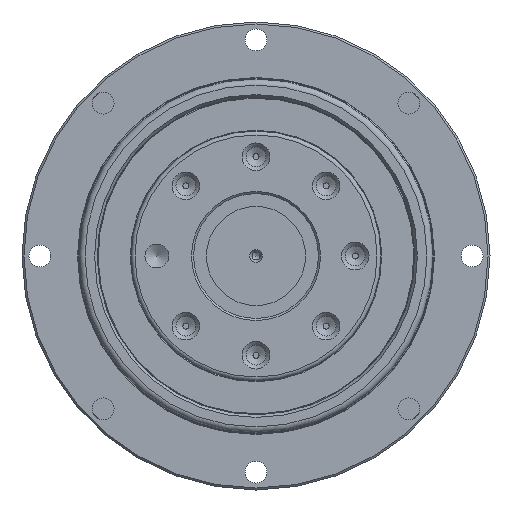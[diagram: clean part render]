
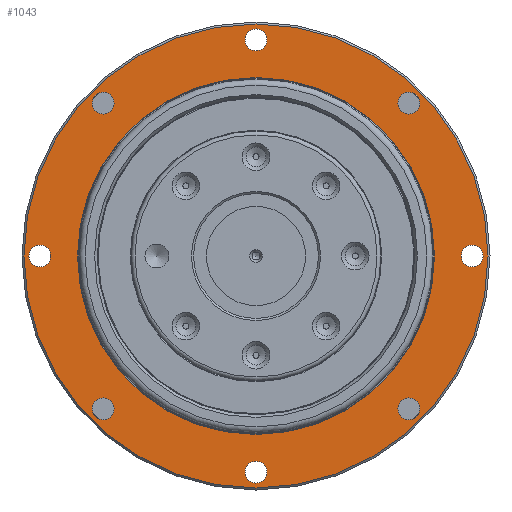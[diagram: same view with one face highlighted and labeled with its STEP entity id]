
A CAD part, left-side view. The second image highlights one B-rep face of the part: STEP entity #1043.
In plain terms, the highlighted planar face has unit normal (-1, 0, 0).
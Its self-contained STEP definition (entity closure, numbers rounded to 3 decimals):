
#185=CARTESIAN_POINT('',(-33.5,58.5,0.0));
#186=VERTEX_POINT('',#185);
#187=CARTESIAN_POINT('',(-33.5,0.,0.0));
#188=DIRECTION('',(-1.0,0.0,0.0));
#189=DIRECTION('',(0.0,-1.0,0.0));
#190=AXIS2_PLACEMENT_3D('',#187,#188,#189);
#191=CIRCLE('',#190,58.5);
#192=EDGE_CURVE('',#186,#186,#191,.T.);
#269=CARTESIAN_POINT('',(-33.5,41.287,-38.537));
#270=VERTEX_POINT('',#269);
#271=CARTESIAN_POINT('',(-33.5,38.537,-38.537));
#272=DIRECTION('',(-1.0,0.0,0.0));
#273=DIRECTION('',(0.0,-1.0,0.0));
#274=AXIS2_PLACEMENT_3D('',#271,#272,#273);
#275=CIRCLE('',#274,2.75);
#276=EDGE_CURVE('',#270,#270,#275,.T.);
#297=CARTESIAN_POINT('',(-33.5,2.75,-54.5));
#298=VERTEX_POINT('',#297);
#299=CARTESIAN_POINT('',(-33.5,0.,-54.5));
#300=DIRECTION('',(-1.0,0.0,0.0));
#301=DIRECTION('',(0.0,-1.0,0.0));
#302=AXIS2_PLACEMENT_3D('',#299,#300,#301);
#303=CIRCLE('',#302,2.75);
#304=EDGE_CURVE('',#298,#298,#303,.T.);
#325=CARTESIAN_POINT('',(-33.5,-35.787,-38.537));
#326=VERTEX_POINT('',#325);
#327=CARTESIAN_POINT('',(-33.5,-38.537,-38.537));
#328=DIRECTION('',(-1.0,0.0,0.0));
#329=DIRECTION('',(0.0,-1.0,0.0));
#330=AXIS2_PLACEMENT_3D('',#327,#328,#329);
#331=CIRCLE('',#330,2.75);
#332=EDGE_CURVE('',#326,#326,#331,.T.);
#353=CARTESIAN_POINT('',(-33.5,-51.75,0.0));
#354=VERTEX_POINT('',#353);
#355=CARTESIAN_POINT('',(-33.5,-54.5,0.0));
#356=DIRECTION('',(-1.0,0.0,0.0));
#357=DIRECTION('',(0.0,-1.0,0.0));
#358=AXIS2_PLACEMENT_3D('',#355,#356,#357);
#359=CIRCLE('',#358,2.75);
#360=EDGE_CURVE('',#354,#354,#359,.T.);
#381=CARTESIAN_POINT('',(-33.5,-35.787,38.537));
#382=VERTEX_POINT('',#381);
#383=CARTESIAN_POINT('',(-33.5,-38.537,38.537));
#384=DIRECTION('',(-1.0,0.0,0.0));
#385=DIRECTION('',(0.0,-1.0,0.0));
#386=AXIS2_PLACEMENT_3D('',#383,#384,#385);
#387=CIRCLE('',#386,2.75);
#388=EDGE_CURVE('',#382,#382,#387,.T.);
#409=CARTESIAN_POINT('',(-33.5,2.75,54.5));
#410=VERTEX_POINT('',#409);
#411=CARTESIAN_POINT('',(-33.5,0.,54.5));
#412=DIRECTION('',(-1.0,0.0,0.0));
#413=DIRECTION('',(0.0,-1.0,0.0));
#414=AXIS2_PLACEMENT_3D('',#411,#412,#413);
#415=CIRCLE('',#414,2.75);
#416=EDGE_CURVE('',#410,#410,#415,.T.);
#437=CARTESIAN_POINT('',(-33.5,41.287,38.537));
#438=VERTEX_POINT('',#437);
#439=CARTESIAN_POINT('',(-33.5,38.537,38.537));
#440=DIRECTION('',(-1.0,0.0,0.0));
#441=DIRECTION('',(0.0,-1.0,0.0));
#442=AXIS2_PLACEMENT_3D('',#439,#440,#441);
#443=CIRCLE('',#442,2.75);
#444=EDGE_CURVE('',#438,#438,#443,.T.);
#465=CARTESIAN_POINT('',(-33.5,57.25,0.0));
#466=VERTEX_POINT('',#465);
#467=CARTESIAN_POINT('',(-33.5,54.5,0.0));
#468=DIRECTION('',(-1.0,0.0,0.0));
#469=DIRECTION('',(0.0,-1.0,0.0));
#470=AXIS2_PLACEMENT_3D('',#467,#468,#469);
#471=CIRCLE('',#470,2.75);
#472=EDGE_CURVE('',#466,#466,#471,.T.);
#908=CARTESIAN_POINT('',(-33.5,45.0,0.0));
#909=VERTEX_POINT('',#908);
#910=CARTESIAN_POINT('',(-33.5,0.,0.0));
#911=DIRECTION('',(1.0,0.0,0.0));
#912=DIRECTION('',(0.0,1.0,0.0));
#913=AXIS2_PLACEMENT_3D('',#910,#911,#912);
#914=CIRCLE('',#913,45.);
#915=EDGE_CURVE('',#909,#909,#914,.T.);
#1008=CARTESIAN_POINT('',(-33.5,45.0,0.0));
#1009=DIRECTION('',(-1.0,0.0,0.0));
#1010=DIRECTION('',(0.0,0.0,1.0));
#1011=AXIS2_PLACEMENT_3D('',#1008,#1009,#1010);
#1012=PLANE('',#1011);
#1013=ORIENTED_EDGE('',*,*,#192,.T.);
#1014=EDGE_LOOP('',(#1013));
#1015=FACE_OUTER_BOUND('',#1014,.T.);
#1016=ORIENTED_EDGE('',*,*,#276,.F.);
#1017=EDGE_LOOP('',(#1016));
#1018=FACE_BOUND('',#1017,.T.);
#1019=ORIENTED_EDGE('',*,*,#304,.F.);
#1020=EDGE_LOOP('',(#1019));
#1021=FACE_BOUND('',#1020,.T.);
#1022=ORIENTED_EDGE('',*,*,#332,.F.);
#1023=EDGE_LOOP('',(#1022));
#1024=FACE_BOUND('',#1023,.T.);
#1025=ORIENTED_EDGE('',*,*,#360,.F.);
#1026=EDGE_LOOP('',(#1025));
#1027=FACE_BOUND('',#1026,.T.);
#1028=ORIENTED_EDGE('',*,*,#388,.F.);
#1029=EDGE_LOOP('',(#1028));
#1030=FACE_BOUND('',#1029,.T.);
#1031=ORIENTED_EDGE('',*,*,#416,.F.);
#1032=EDGE_LOOP('',(#1031));
#1033=FACE_BOUND('',#1032,.T.);
#1034=ORIENTED_EDGE('',*,*,#444,.F.);
#1035=EDGE_LOOP('',(#1034));
#1036=FACE_BOUND('',#1035,.T.);
#1037=ORIENTED_EDGE('',*,*,#472,.F.);
#1038=EDGE_LOOP('',(#1037));
#1039=FACE_BOUND('',#1038,.T.);
#1040=ORIENTED_EDGE('',*,*,#915,.T.);
#1041=EDGE_LOOP('',(#1040));
#1042=FACE_BOUND('',#1041,.T.);
#1043=ADVANCED_FACE('',(#1015,#1018,#1021,#1024,#1027,#1030,#1033,#1036,#1039,#1042),#1012,.T.);
